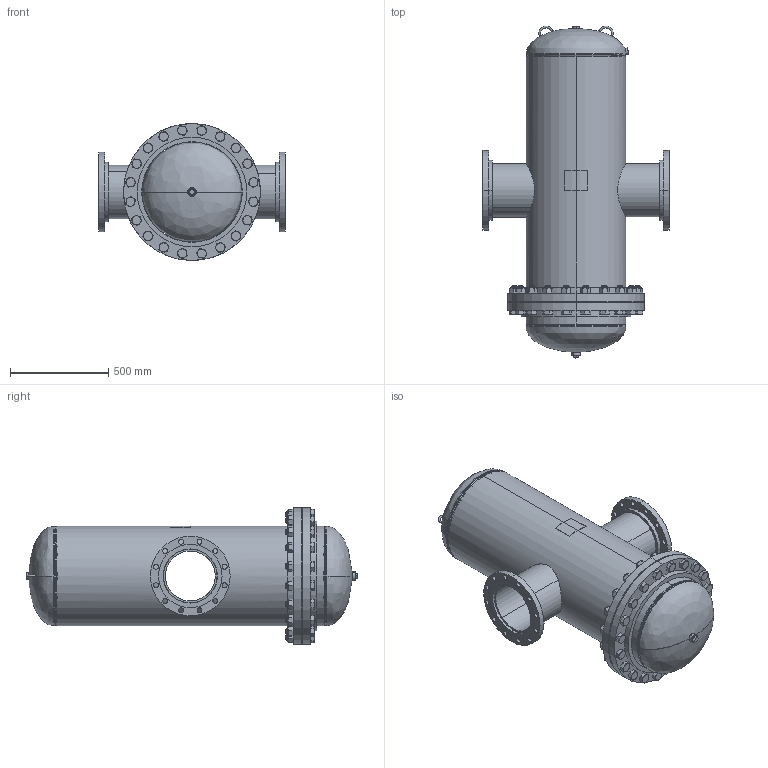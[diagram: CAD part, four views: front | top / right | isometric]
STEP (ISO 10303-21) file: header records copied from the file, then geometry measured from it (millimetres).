
FILE_DESCRIPTION (( 'STEP AP203' ), '1' );
FILE_NAME ('WVA-10.STEP', '2021-03-09T19:00:57', ( '' ), ( '' ), 'SwSTEP 2.0', 'SolidWorks 2021', '' );
FILE_SCHEMA (( 'CONFIG_CONTROL_DESIGN' ));
Length unit declared in the file: inch
Products named in the file (17): 9600830_20" VERT; WVA-10; Garlock F.F. Gaskets 150# .0625 tk_9471020; 9500050; 9200120; 9800641_HHNUT 1.1250-7-D-N; SORF FLANGES ASME B16.5_10 150# SA-105; SORF FLANGES ASME B16.5_20 150# SA-105; 99B2362; 9400540; 99B1195; 9800608_HHBOLT 1.1250-7x5x5-N; 9301130_10.375; 72J1196; PLUGS_9500150; 9500030
Assembly tree (59 placements, depth 2):
  WVA-10
    99B2362
    99B1195
    9200120
    9200120
    9500030  x2
    9500050
    PLUGS_9500150
    9301130_10.375  x2
    SORF FLANGES ASME B16.5_10 150# SA-105  x2
    SORF FLANGES ASME B16.5_20 150# SA-105  x2
    9800608_HHBOLT 1.1250-7x5x5-N  x20
    9800641_HHNUT 1.1250-7-D-N  x20
    Garlock F.F. Gaskets 150# .0625 tk_9471020
    9400540  x2
    72J1196
    9600830_20" VERT
Bounding box: 952.5 x 1693.36 x 698.5 mm (x, y, z)
Volume: 37059570.9 mm3; surface area: 9397479.5 mm2
Topology: 59 solids, 59 shells, 1323 faces, 2958 edges, 1782 vertices
Faces by surface type: cone 506, plane 399, cylinder 386, torus 20, bspline 12
Entity records: 17326 total; most frequent: CARTESIAN_POINT 6151, DIRECTION 1904, ORIENTED_EDGE 1552, AXIS2_PLACEMENT_3D 822, EDGE_CURVE 776, VERTEX_POINT 492, EDGE_LOOP 452, CIRCLE 452
